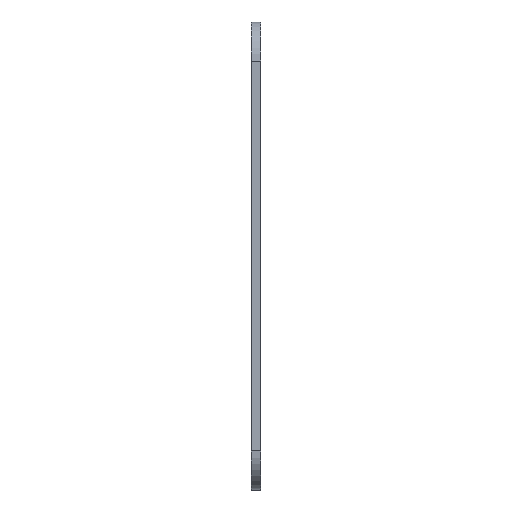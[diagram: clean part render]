
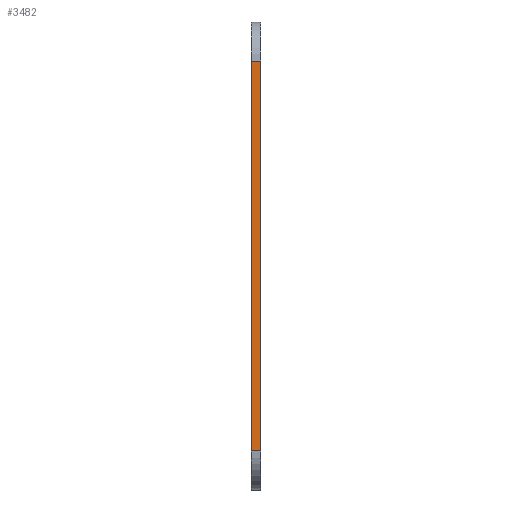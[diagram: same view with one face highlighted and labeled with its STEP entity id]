
A CAD part, left-side view. The second image highlights one B-rep face of the part: STEP entity #3482.
In plain terms, the highlighted planar face has unit normal (-1, 0, 0).
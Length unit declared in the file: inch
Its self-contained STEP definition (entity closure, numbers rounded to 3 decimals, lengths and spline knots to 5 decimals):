
#65 = DIRECTION ( 'NONE',  ( 0., 1., 0. ) ) ;
#171 = CARTESIAN_POINT ( 'NONE',  ( -2.875, 0., 2.875 ) ) ;
#335 = EDGE_CURVE ( 'NONE', #2902, #1967, #2345, .T. ) ;
#338 = ORIENTED_EDGE ( 'NONE', *, *, #3339, .T. ) ;
#406 = DIRECTION ( 'NONE',  ( 1., 0., 0. ) ) ;
#678 = ORIENTED_EDGE ( 'NONE', *, *, #2696, .F. ) ;
#805 = CARTESIAN_POINT ( 'NONE',  ( -2.875, 0.125, -2.625 ) ) ;
#994 = CARTESIAN_POINT ( 'NONE',  ( -2.875, 0.125, 2.875 ) ) ;
#1058 = DIRECTION ( 'NONE',  ( 0., 0., 1. ) ) ;
#1061 = DIRECTION ( 'NONE',  ( 0., 0., 1. ) ) ;
#1264 = CARTESIAN_POINT ( 'NONE',  ( -2.875, 0., -2.625 ) ) ;
#1365 = VECTOR ( 'NONE', #3465, 39.37008 ) ;
#1462 = CARTESIAN_POINT ( 'NONE',  ( -2.875, 0.125, -2.625 ) ) ;
#1627 = VECTOR ( 'NONE', #1058, 39.37008 ) ;
#1788 = EDGE_CURVE ( 'NONE', #1928, #2844, #2062, .T. ) ;
#1923 = VECTOR ( 'NONE', #65, 39.37008 ) ;
#1928 = VERTEX_POINT ( 'NONE', #1462 ) ;
#1967 = VERTEX_POINT ( 'NONE', #3528 ) ;
#2062 = LINE ( 'NONE', #805, #1365 ) ;
#2181 = DIRECTION ( 'NONE',  ( 0., 0., -1. ) ) ;
#2345 = LINE ( 'NONE', #3647, #1923 ) ;
#2453 = LINE ( 'NONE', #3767, #3220 ) ;
#2571 = EDGE_LOOP ( 'NONE', ( #338, #3413, #678, #3113 ) ) ;
#2696 = EDGE_CURVE ( 'NONE', #1928, #1967, #2453, .T. ) ;
#2844 = VERTEX_POINT ( 'NONE', #1264 ) ;
#2902 = VERTEX_POINT ( 'NONE', #3042 ) ;
#3026 = AXIS2_PLACEMENT_3D ( 'NONE', #994, #406, #2181 ) ;
#3034 = LINE ( 'NONE', #171, #1627 ) ;
#3042 = CARTESIAN_POINT ( 'NONE',  ( -2.875, 0., 2.375 ) ) ;
#3113 = ORIENTED_EDGE ( 'NONE', *, *, #1788, .T. ) ;
#3220 = VECTOR ( 'NONE', #1061, 39.37008 ) ;
#3339 = EDGE_CURVE ( 'NONE', #2844, #2902, #3034, .T. ) ;
#3391 = PLANE ( 'NONE',  #3026 ) ;
#3413 = ORIENTED_EDGE ( 'NONE', *, *, #335, .T. ) ;
#3465 = DIRECTION ( 'NONE',  ( 0., -1., 0. ) ) ;
#3482 = ADVANCED_FACE ( 'NONE', ( #3701 ), #3391, .F. ) ;
#3528 = CARTESIAN_POINT ( 'NONE',  ( -2.875, 0.125, 2.375 ) ) ;
#3647 = CARTESIAN_POINT ( 'NONE',  ( -2.875, 0.125, 2.375 ) ) ;
#3701 = FACE_OUTER_BOUND ( 'NONE', #2571, .T. ) ;
#3767 = CARTESIAN_POINT ( 'NONE',  ( -2.875, 0.125, 2.875 ) ) ;
